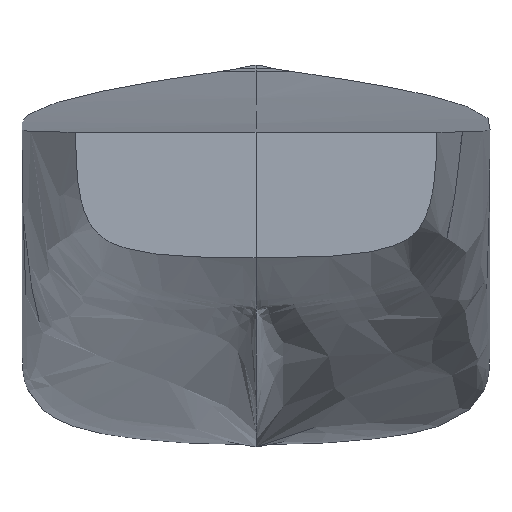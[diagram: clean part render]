
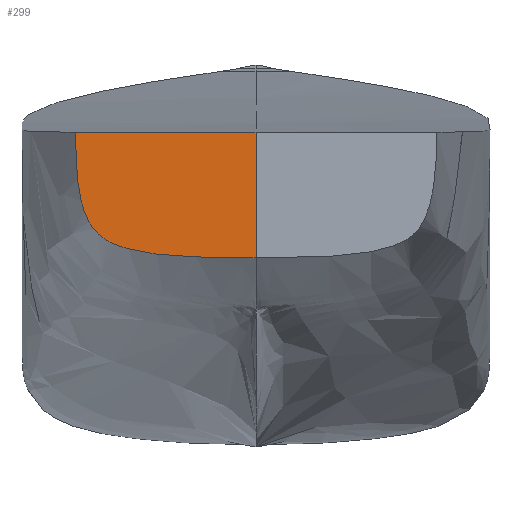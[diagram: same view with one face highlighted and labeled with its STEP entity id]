
A CAD part, left-side view. The second image highlights one B-rep face of the part: STEP entity #299.
In plain terms, the highlighted free-form (B-spline) face has degree [1, 1] with [2, 2] control points.
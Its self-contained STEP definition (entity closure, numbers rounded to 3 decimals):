
#22 = VERTEX_POINT('',#23);
#23 = CARTESIAN_POINT('',(-58478.231,0.,2405.069));
#45 = VERTEX_POINT('',#46);
#46 = CARTESIAN_POINT('',(-58478.231,0.,6243.457));
#53 = EDGE_CURVE('',#45,#22,#54,.T.);
#54 = B_SPLINE_CURVE_WITH_KNOTS('',1,(#55,#56),.UNSPECIFIED.,.F.,.F.,(2,
    2),(-3.112,-0.277),.PIECEWISE_BEZIER_KNOTS.);
#55 = CARTESIAN_POINT('',(-58478.231,0.,6243.457));
#56 = CARTESIAN_POINT('',(-58478.231,0.,2405.069));
#198 = VERTEX_POINT('',#199);
#199 = CARTESIAN_POINT('',(-58478.231,5525.282,
    6243.457));
#261 = EDGE_CURVE('',#45,#198,#262,.T.);
#262 = B_SPLINE_CURVE_WITH_KNOTS('',3,(#263,#264,#265,#266),
  .UNSPECIFIED.,.F.,.F.,(4,4),(-5.022,-0.94),
  .PIECEWISE_BEZIER_KNOTS.);
#263 = CARTESIAN_POINT('',(-58478.231,0.,6243.457));
#264 = CARTESIAN_POINT('',(-58478.231,1841.761,
    6243.457));
#265 = CARTESIAN_POINT('',(-58478.231,3683.522,
    6243.457));
#266 = CARTESIAN_POINT('',(-58478.231,5525.282,
    6243.457));
#299 = ADVANCED_FACE('',(#300),#323,.T.);
#300 = FACE_BOUND('',#301,.T.);
#301 = EDGE_LOOP('',(#302,#321,#322));
#302 = ORIENTED_EDGE('',*,*,#303,.T.);
#303 = EDGE_CURVE('',#198,#22,#304,.T.);
#304 = B_SPLINE_CURVE_WITH_KNOTS('',3,(#305,#306,#307,#308,#309,#310,
    #311,#312,#313,#314,#315,#316,#317,#318,#319,#320),.UNSPECIFIED.,.F.
  ,.F.,(4,2,2,2,2,2,2,4),(0.004,1.449,
    2.196,2.583,2.949,4.415,
    5.19,6.076),.UNSPECIFIED.);
#305 = CARTESIAN_POINT('',(-58478.231,5525.282,
    6243.457));
#306 = CARTESIAN_POINT('',(-58478.231,5524.401,
    5613.61));
#307 = CARTESIAN_POINT('',(-58478.231,5495.319,
    4830.823));
#308 = CARTESIAN_POINT('',(-58478.231,5282.515,
    3888.646));
#309 = CARTESIAN_POINT('',(-58478.231,5166.574,
    3541.022));
#310 = CARTESIAN_POINT('',(-58478.231,4843.732,
    3136.517));
#311 = CARTESIAN_POINT('',(-58478.231,4717.403,
    3030.429));
#312 = CARTESIAN_POINT('',(-58478.231,4421.114,
    2858.619));
#313 = CARTESIAN_POINT('',(-58478.231,4250.201,
    2790.978));
#314 = CARTESIAN_POINT('',(-58478.231,3463.399,
    2531.748));
#315 = CARTESIAN_POINT('',(-58478.231,2710.743,
    2471.495));
#316 = CARTESIAN_POINT('',(-58478.231,1717.673,
    2426.742));
#317 = CARTESIAN_POINT('',(-58478.231,1374.288,
    2416.98));
#318 = CARTESIAN_POINT('',(-58478.231,637.765,
    2404.328));
#319 = CARTESIAN_POINT('',(-58478.231,392.945,
    2405.253));
#320 = CARTESIAN_POINT('',(-58478.231,0.,2405.069));
#321 = ORIENTED_EDGE('',*,*,#53,.F.);
#322 = ORIENTED_EDGE('',*,*,#261,.T.);
#323 = B_SPLINE_SURFACE_WITH_KNOTS('',1,1,(
    (#324,#325)
    ,(#326,#327
    )),.UNSPECIFIED.,.F.,.F.,.F.,(2,2),(2,2),(0.277,
    3.156),(0.,4.123),.PIECEWISE_BEZIER_KNOTS.);
#324 = CARTESIAN_POINT('',(-58478.231,0.,2405.069));
#325 = CARTESIAN_POINT('',(-58478.231,5580.535,
    2403.181));
#326 = CARTESIAN_POINT('',(-58478.231,0.,6303.193));
#327 = CARTESIAN_POINT('',(-58478.231,5580.535,
    6281.646));
